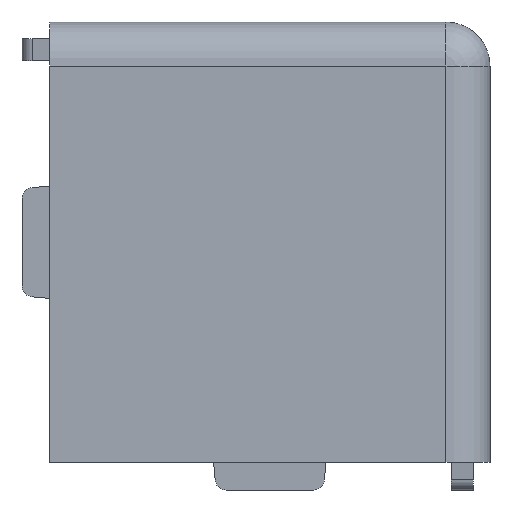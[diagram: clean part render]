
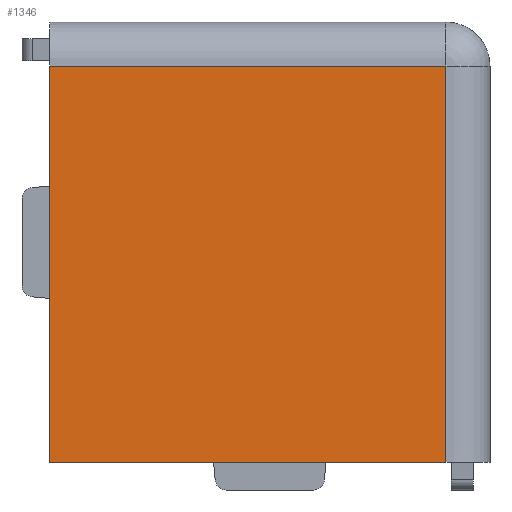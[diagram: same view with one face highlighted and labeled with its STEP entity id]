
A CAD part, front view. The second image highlights one B-rep face of the part: STEP entity #1346.
In plain terms, the highlighted planar face has unit normal (0, -1, 0).
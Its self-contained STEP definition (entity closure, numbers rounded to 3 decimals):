
#24=LINE($,#2103,#146);
#43=LINE($,#2147,#165);
#78=LINE($,#2250,#200);
#79=LINE($,#2251,#201);
#146=VECTOR($,#1611,36.);
#165=VECTOR($,#1638,36.);
#200=VECTOR($,#1717,36.);
#201=VECTOR($,#1718,36.);
#274=PLANE($,#1460);
#391=FACE_OUTER_BOUND($,#485,.T.);
#485=EDGE_LOOP($,(#1068,#1069,#1070,#1071));
#631=VERTEX_POINT($,#2100);
#632=VERTEX_POINT($,#2102);
#653=VERTEX_POINT($,#2146);
#685=VERTEX_POINT($,#2249);
#765=EDGE_CURVE($,#632,#631,#24,.T.);
#787=EDGE_CURVE($,#653,#632,#43,.T.);
#834=EDGE_CURVE($,#631,#685,#78,.T.);
#835=EDGE_CURVE($,#685,#653,#79,.T.);
#1068=ORIENTED_EDGE($,*,*,#765,.T.);
#1069=ORIENTED_EDGE($,*,*,#834,.T.);
#1070=ORIENTED_EDGE($,*,*,#835,.T.);
#1071=ORIENTED_EDGE($,*,*,#787,.T.);
#1346=ADVANCED_FACE($,(#391),#274,.F.);
#1460=AXIS2_PLACEMENT_3D($,#2248,#1715,#1716);
#1611=DIRECTION($,(1.,0.,0.));
#1638=DIRECTION($,(0.,0.,-1.));
#1715=DIRECTION('center_axis',(0.,1.,0.));
#1716=DIRECTION('ref_axis',(0.,0.,1.));
#1717=DIRECTION($,(0.,0.,1.));
#1718=DIRECTION($,(-1.,0.,0.));
#2100=CARTESIAN_POINT('',(16.,-20.,-20.));
#2102=CARTESIAN_POINT('',(-20.,-20.,-20.));
#2103=CARTESIAN_POINT($,(-20.,-20.,-20.));
#2146=CARTESIAN_POINT('',(-20.,-20.,16.));
#2147=CARTESIAN_POINT($,(-20.,-20.,20.));
#2248=CARTESIAN_POINT('Origin',(-20.,-20.,20.));
#2249=CARTESIAN_POINT('',(16.,-20.,16.));
#2250=CARTESIAN_POINT($,(16.,-20.,20.));
#2251=CARTESIAN_POINT($,(-20.,-20.,16.));
